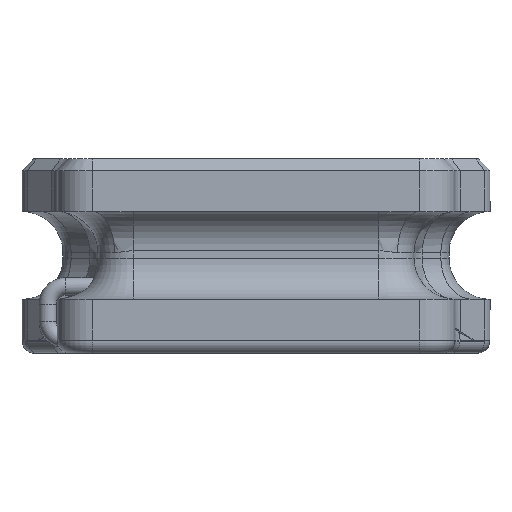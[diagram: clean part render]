
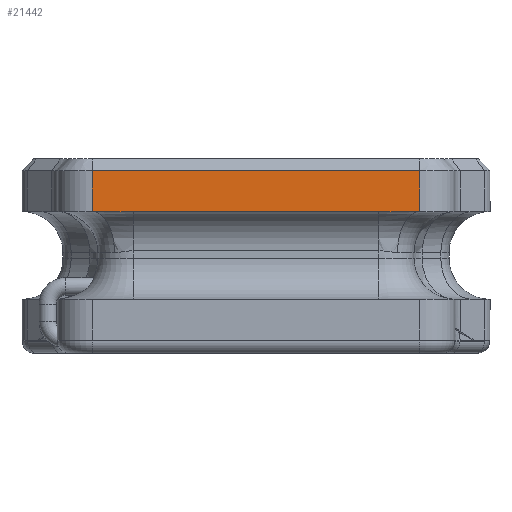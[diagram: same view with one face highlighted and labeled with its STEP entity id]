
A CAD part, left-side view. The second image highlights one B-rep face of the part: STEP entity #21442.
In plain terms, the highlighted planar face has unit normal (-1, 0, 0).
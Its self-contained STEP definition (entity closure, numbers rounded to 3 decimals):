
#72 = CARTESIAN_POINT ( 'NONE',  ( -1.9, 1.05, 1.21 ) ) ;
#175 = EDGE_CURVE ( 'NONE', #4203, #20227, #15013, .T. ) ;
#239 = LINE ( 'NONE', #7763, #20240 ) ;
#290 = CARTESIAN_POINT ( 'NONE',  ( -1.9, 1.4, 1.21 ) ) ;
#2421 = CARTESIAN_POINT ( 'NONE',  ( -1.9, -1.7, 1.21 ) ) ;
#2618 = DIRECTION ( 'NONE',  ( 1., 0., 0. ) ) ;
#2711 = EDGE_CURVE ( 'NONE', #21827, #10304, #239, .T. ) ;
#2927 = VERTEX_POINT ( 'NONE', #72 ) ;
#3228 = ORIENTED_EDGE ( 'NONE', *, *, #6300, .T. ) ;
#3588 = LINE ( 'NONE', #7410, #20873 ) ;
#3769 = ORIENTED_EDGE ( 'NONE', *, *, #4516, .T. ) ;
#3935 = EDGE_CURVE ( 'NONE', #20227, #2927, #21720, .T. ) ;
#3974 = DIRECTION ( 'NONE',  ( 0., 1., 0. ) ) ;
#4144 = CARTESIAN_POINT ( 'NONE',  ( -1.9, -1.7, 1.21 ) ) ;
#4203 = VERTEX_POINT ( 'NONE', #4607 ) ;
#4516 = EDGE_CURVE ( 'NONE', #7705, #21827, #12371, .T. ) ;
#4517 = DIRECTION ( 'NONE',  ( 0., 1., 0. ) ) ;
#4607 = CARTESIAN_POINT ( 'NONE',  ( -1.9, -1.396, 1.21 ) ) ;
#5002 = DIRECTION ( 'NONE',  ( 0., 1., 0. ) ) ;
#5280 = ORIENTED_EDGE ( 'NONE', *, *, #17768, .F. ) ;
#5799 = CARTESIAN_POINT ( 'NONE',  ( -1.9, -1.7, 1.21 ) ) ;
#6191 = EDGE_CURVE ( 'NONE', #2927, #16163, #15694, .T. ) ;
#6300 = EDGE_CURVE ( 'NONE', #11691, #7705, #12220, .T. ) ;
#7410 = CARTESIAN_POINT ( 'NONE',  ( -1.9, -1.7, 1.21 ) ) ;
#7455 = ORIENTED_EDGE ( 'NONE', *, *, #3935, .F. ) ;
#7705 = VERTEX_POINT ( 'NONE', #13218 ) ;
#7722 = ORIENTED_EDGE ( 'NONE', *, *, #6191, .F. ) ;
#7763 = CARTESIAN_POINT ( 'NONE',  ( -1.9, 1.4, 1.66 ) ) ;
#7937 = CARTESIAN_POINT ( 'NONE',  ( -1.9, -1.05, 1.21 ) ) ;
#8100 = VECTOR ( 'NONE', #4517, 1000. ) ;
#9977 = CARTESIAN_POINT ( 'NONE',  ( -1.9, 1.396, 1.21 ) ) ;
#10019 = EDGE_CURVE ( 'NONE', #16163, #10304, #11244, .T. ) ;
#10098 = ORIENTED_EDGE ( 'NONE', *, *, #2711, .T. ) ;
#10304 = VERTEX_POINT ( 'NONE', #290 ) ;
#11244 = LINE ( 'NONE', #20709, #24611 ) ;
#11450 = FACE_OUTER_BOUND ( 'NONE', #14448, .T. ) ;
#11691 = VERTEX_POINT ( 'NONE', #12579 ) ;
#11948 = ORIENTED_EDGE ( 'NONE', *, *, #175, .F. ) ;
#12105 = DIRECTION ( 'NONE',  ( 0., 0., 1. ) ) ;
#12220 = LINE ( 'NONE', #14274, #12880 ) ;
#12371 = LINE ( 'NONE', #18206, #14130 ) ;
#12579 = CARTESIAN_POINT ( 'NONE',  ( -1.9, -1.4, 1.21 ) ) ;
#12880 = VECTOR ( 'NONE', #12105, 1000. ) ;
#13218 = CARTESIAN_POINT ( 'NONE',  ( -1.9, -1.4, 1.56 ) ) ;
#13302 = VECTOR ( 'NONE', #19459, 1000. ) ;
#14130 = VECTOR ( 'NONE', #5002, 1000. ) ;
#14274 = CARTESIAN_POINT ( 'NONE',  ( -1.9, -1.4, 1.66 ) ) ;
#14448 = EDGE_LOOP ( 'NONE', ( #3228, #3769, #10098, #17471, #7722, #7455, #11948, #5280 ) ) ;
#15013 = LINE ( 'NONE', #5799, #21319 ) ;
#15278 = PLANE ( 'NONE',  #19665 ) ;
#15547 = CARTESIAN_POINT ( 'NONE',  ( -1.9, 1.4, 1.56 ) ) ;
#15694 = LINE ( 'NONE', #4144, #13302 ) ;
#16163 = VERTEX_POINT ( 'NONE', #9977 ) ;
#16942 = DIRECTION ( 'NONE',  ( 0., 1., 0. ) ) ;
#17471 = ORIENTED_EDGE ( 'NONE', *, *, #10019, .F. ) ;
#17768 = EDGE_CURVE ( 'NONE', #11691, #4203, #3588, .T. ) ;
#18206 = CARTESIAN_POINT ( 'NONE',  ( -1.9, 1.4, 1.56 ) ) ;
#19459 = DIRECTION ( 'NONE',  ( 0., 1., 0. ) ) ;
#19665 = AXIS2_PLACEMENT_3D ( 'NONE', #23440, #2618, #21906 ) ;
#20227 = VERTEX_POINT ( 'NONE', #7937 ) ;
#20240 = VECTOR ( 'NONE', #23024, 1000. ) ;
#20285 = DIRECTION ( 'NONE',  ( 0., 1., 0. ) ) ;
#20709 = CARTESIAN_POINT ( 'NONE',  ( -1.9, -1.7, 1.21 ) ) ;
#20873 = VECTOR ( 'NONE', #20285, 1000. ) ;
#21319 = VECTOR ( 'NONE', #3974, 1000. ) ;
#21442 = ADVANCED_FACE ( 'NONE', ( #11450 ), #15278, .F. ) ;
#21720 = LINE ( 'NONE', #2421, #8100 ) ;
#21827 = VERTEX_POINT ( 'NONE', #15547 ) ;
#21906 = DIRECTION ( 'NONE',  ( 0., 1., 0. ) ) ;
#23024 = DIRECTION ( 'NONE',  ( 0., 0., -1. ) ) ;
#23440 = CARTESIAN_POINT ( 'NONE',  ( -1.9, 2., 1.66 ) ) ;
#24611 = VECTOR ( 'NONE', #16942, 1000. ) ;
